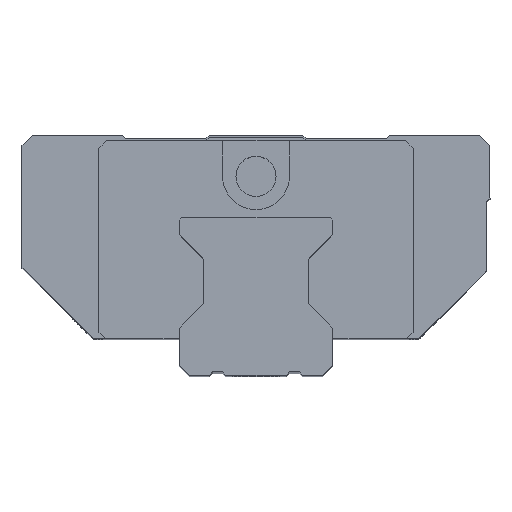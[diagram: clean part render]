
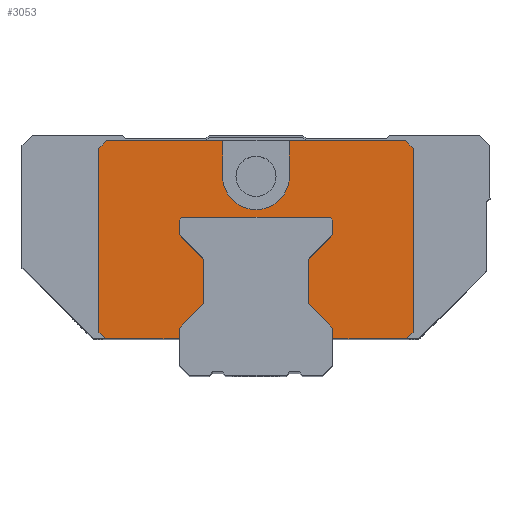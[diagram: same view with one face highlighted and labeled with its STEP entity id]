
A CAD part, top view. The second image highlights one B-rep face of the part: STEP entity #3053.
In plain terms, the highlighted planar face has unit normal (0, 0, 1).
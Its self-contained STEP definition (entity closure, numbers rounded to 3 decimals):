
#136=DIRECTION('',(0.,-1.,0.));
#137=VECTOR('',#136,27.5);
#138=CARTESIAN_POINT('',(-23.5,-2.,48.95));
#139=LINE('',#138,#137);
#196=DIRECTION('',(-1.,0.,0.));
#197=VECTOR('',#196,17.4);
#198=CARTESIAN_POINT('',(22.4,-0.9,48.95));
#199=LINE('',#198,#197);
#204=DIRECTION('',(-1.,0.,0.));
#205=VECTOR('',#204,17.4);
#206=CARTESIAN_POINT('',(-5.,-0.9,48.95));
#207=LINE('',#206,#205);
#292=DIRECTION('',(0.,1.,0.));
#293=VECTOR('',#292,27.5);
#294=CARTESIAN_POINT('',(23.5,-29.5,48.95));
#295=LINE('',#294,#293);
#348=DIRECTION('',(1.,0.,0.));
#349=VECTOR('',#348,11.);
#350=CARTESIAN_POINT('',(11.5,-30.5,48.95));
#351=LINE('',#350,#349);
#642=DIRECTION('',(1.,0.,0.));
#643=VECTOR('',#642,11.);
#644=CARTESIAN_POINT('',(-22.5,-30.5,48.95));
#645=LINE('',#644,#643);
#654=DIRECTION('',(0.,1.,0.));
#655=VECTOR('',#654,1.543);
#656=CARTESIAN_POINT('',(-11.5,-30.5,48.95));
#657=LINE('',#656,#655);
#670=DIRECTION('',(0.,1.,0.));
#671=VECTOR('',#670,6.675);
#672=CARTESIAN_POINT('',(-7.85,-25.307,48.95));
#673=LINE('',#672,#671);
#686=DIRECTION('',(0.,1.,0.));
#687=VECTOR('',#686,2.182);
#688=CARTESIAN_POINT('',(-11.5,-14.982,48.95));
#689=LINE('',#688,#687);
#702=DIRECTION('',(1.,0.,0.));
#703=VECTOR('',#702,22.2);
#704=CARTESIAN_POINT('',(-11.1,-12.4,48.95));
#705=LINE('',#704,#703);
#738=DIRECTION('',(0.,-1.,0.));
#739=VECTOR('',#738,2.182);
#740=CARTESIAN_POINT('',(11.5,-12.8,48.95));
#741=LINE('',#740,#739);
#754=DIRECTION('',(0.,-1.,0.));
#755=VECTOR('',#754,6.675);
#756=CARTESIAN_POINT('',(7.85,-18.632,48.95));
#757=LINE('',#756,#755);
#770=DIRECTION('',(0.,-1.,0.));
#771=VECTOR('',#770,1.543);
#772=CARTESIAN_POINT('',(11.5,-28.957,48.95));
#773=LINE('',#772,#771);
#774=DIRECTION('',(0.,-1.,0.));
#775=VECTOR('',#774,5.3);
#776=CARTESIAN_POINT('',(-5.,-0.9,48.95));
#777=LINE('',#776,#775);
#778=CARTESIAN_POINT('',(0.,-6.2,48.95));
#779=DIRECTION('',(0.,0.,1.));
#780=DIRECTION('',(-1.,0.,0.));
#781=AXIS2_PLACEMENT_3D('',#778,#779,#780);
#783=DIRECTION('',(0.707,-0.707,0.));
#784=VECTOR('',#783,1.556);
#785=CARTESIAN_POINT('',(22.4,-0.9,48.95));
#786=LINE('',#785,#784);
#787=DIRECTION('',(-0.707,-0.707,0.));
#788=VECTOR('',#787,1.414);
#789=CARTESIAN_POINT('',(23.5,-29.5,48.95));
#790=LINE('',#789,#788);
#791=DIRECTION('',(-0.707,0.707,0.));
#792=VECTOR('',#791,5.162);
#793=CARTESIAN_POINT('',(11.5,-28.957,48.95));
#794=LINE('',#793,#792);
#795=DIRECTION('',(0.707,0.707,0.));
#796=VECTOR('',#795,5.162);
#797=CARTESIAN_POINT('',(7.85,-18.632,48.95));
#798=LINE('',#797,#796);
#799=DIRECTION('',(-0.707,0.707,0.));
#800=VECTOR('',#799,0.566);
#801=CARTESIAN_POINT('',(11.5,-12.8,48.95));
#802=LINE('',#801,#800);
#803=DIRECTION('',(-0.707,-0.707,0.));
#804=VECTOR('',#803,0.566);
#805=CARTESIAN_POINT('',(-11.1,-12.4,48.95));
#806=LINE('',#805,#804);
#807=DIRECTION('',(0.707,-0.707,0.));
#808=VECTOR('',#807,5.162);
#809=CARTESIAN_POINT('',(-11.5,-14.982,48.95));
#810=LINE('',#809,#808);
#811=DIRECTION('',(-0.707,-0.707,0.));
#812=VECTOR('',#811,5.162);
#813=CARTESIAN_POINT('',(-7.85,-25.307,48.95));
#814=LINE('',#813,#812);
#815=DIRECTION('',(-0.707,0.707,0.));
#816=VECTOR('',#815,1.414);
#817=CARTESIAN_POINT('',(-22.5,-30.5,48.95));
#818=LINE('',#817,#816);
#819=DIRECTION('',(0.707,0.707,0.));
#820=VECTOR('',#819,1.556);
#821=CARTESIAN_POINT('',(-23.5,-2.,48.95));
#822=LINE('',#821,#820);
#850=DIRECTION('',(0.,-1.,0.));
#851=VECTOR('',#850,5.3);
#852=CARTESIAN_POINT('',(5.,-0.9,48.95));
#853=LINE('',#852,#851);
#1649=CARTESIAN_POINT('',(-11.5,-30.5,48.95));
#1651=VERTEX_POINT('',#1649);
#1665=CARTESIAN_POINT('',(-22.5,-30.5,48.95));
#1666=VERTEX_POINT('',#1665);
#1667=CARTESIAN_POINT('',(-11.5,-28.957,48.95));
#1669=VERTEX_POINT('',#1667);
#1671=CARTESIAN_POINT('',(-7.85,-25.307,48.95));
#1673=VERTEX_POINT('',#1671);
#1675=CARTESIAN_POINT('',(-7.85,-18.632,48.95));
#1677=VERTEX_POINT('',#1675);
#1679=CARTESIAN_POINT('',(-11.5,-14.982,48.95));
#1681=VERTEX_POINT('',#1679);
#1683=CARTESIAN_POINT('',(-11.5,-12.8,48.95));
#1685=VERTEX_POINT('',#1683);
#1687=CARTESIAN_POINT('',(-11.1,-12.4,48.95));
#1689=VERTEX_POINT('',#1687);
#1691=CARTESIAN_POINT('',(11.1,-12.4,48.95));
#1693=VERTEX_POINT('',#1691);
#1740=CARTESIAN_POINT('',(11.5,-30.5,48.95));
#1741=VERTEX_POINT('',#1740);
#1742=CARTESIAN_POINT('',(22.5,-30.5,48.95));
#1743=VERTEX_POINT('',#1742);
#1814=CARTESIAN_POINT('',(11.5,-12.8,48.95));
#1815=VERTEX_POINT('',#1814);
#1816=CARTESIAN_POINT('',(11.5,-14.982,48.95));
#1817=VERTEX_POINT('',#1816);
#1818=CARTESIAN_POINT('',(7.85,-18.632,48.95));
#1819=VERTEX_POINT('',#1818);
#1820=CARTESIAN_POINT('',(7.85,-25.307,48.95));
#1821=VERTEX_POINT('',#1820);
#1822=CARTESIAN_POINT('',(11.5,-28.957,48.95));
#1823=VERTEX_POINT('',#1822);
#1824=CARTESIAN_POINT('',(-5.,-0.9,48.95));
#1825=CARTESIAN_POINT('',(-5.,-6.2,48.95));
#1826=VERTEX_POINT('',#1824);
#1827=VERTEX_POINT('',#1825);
#1828=CARTESIAN_POINT('',(5.,-6.2,48.95));
#1829=VERTEX_POINT('',#1828);
#1830=CARTESIAN_POINT('',(5.,-0.9,48.95));
#1831=VERTEX_POINT('',#1830);
#1832=CARTESIAN_POINT('',(22.4,-0.9,48.95));
#1833=VERTEX_POINT('',#1832);
#1834=CARTESIAN_POINT('',(23.5,-2.,48.95));
#1835=VERTEX_POINT('',#1834);
#1836=CARTESIAN_POINT('',(23.5,-29.5,48.95));
#1837=VERTEX_POINT('',#1836);
#1838=CARTESIAN_POINT('',(-23.5,-29.5,48.95));
#1839=VERTEX_POINT('',#1838);
#1840=CARTESIAN_POINT('',(-23.5,-2.,48.95));
#1841=VERTEX_POINT('',#1840);
#1842=CARTESIAN_POINT('',(-22.4,-0.9,48.95));
#1843=VERTEX_POINT('',#1842);
#3015=CARTESIAN_POINT('',(7.,-0.4,48.95));
#3016=DIRECTION('',(0.,0.,1.));
#3017=DIRECTION('',(1.,0.,0.));
#3018=AXIS2_PLACEMENT_3D('',#3015,#3016,#3017);
#3019=PLANE('',#3018);
#3021=ORIENTED_EDGE('',*,*,#3020,.T.);
#3023=ORIENTED_EDGE('',*,*,#3022,.T.);
#3025=ORIENTED_EDGE('',*,*,#3024,.F.);
#3026=ORIENTED_EDGE('',*,*,#2228,.F.);
#3028=ORIENTED_EDGE('',*,*,#3027,.T.);
#3029=ORIENTED_EDGE('',*,*,#2345,.F.);
#3030=ORIENTED_EDGE('',*,*,#2387,.T.);
#3031=ORIENTED_EDGE('',*,*,#2405,.F.);
#3032=ORIENTED_EDGE('',*,*,#3010,.F.);
#3033=ORIENTED_EDGE('',*,*,#2997,.T.);
#3034=ORIENTED_EDGE('',*,*,#2983,.F.);
#3035=ORIENTED_EDGE('',*,*,#2969,.T.);
#3036=ORIENTED_EDGE('',*,*,#2955,.F.);
#3037=ORIENTED_EDGE('',*,*,#2941,.T.);
#3038=ORIENTED_EDGE('',*,*,#2915,.F.);
#3039=ORIENTED_EDGE('',*,*,#2901,.T.);
#3040=ORIENTED_EDGE('',*,*,#2887,.F.);
#3041=ORIENTED_EDGE('',*,*,#2873,.T.);
#3042=ORIENTED_EDGE('',*,*,#2859,.F.);
#3043=ORIENTED_EDGE('',*,*,#2845,.T.);
#3044=ORIENTED_EDGE('',*,*,#2831,.F.);
#3045=ORIENTED_EDGE('',*,*,#2817,.F.);
#3047=ORIENTED_EDGE('',*,*,#3046,.T.);
#3048=ORIENTED_EDGE('',*,*,#2164,.F.);
#3049=ORIENTED_EDGE('',*,*,#2207,.T.);
#3050=ORIENTED_EDGE('',*,*,#2236,.F.);
#3051=EDGE_LOOP('',(#3021,#3023,#3025,#3026,#3028,#3029,#3030,#3031,#3032,#3033,
#3034,#3035,#3036,#3037,#3038,#3039,#3040,#3041,#3042,#3043,#3044,#3045,#3047,
#3048,#3049,#3050));
#3052=FACE_OUTER_BOUND('',#3051,.F.);
#3053=ADVANCED_FACE('',(#3052),#3019,.T.);
#782=CIRCLE('',#781,5.);
#2164=EDGE_CURVE('',#1841,#1839,#139,.T.);
#2207=EDGE_CURVE('',#1841,#1843,#822,.T.);
#2228=EDGE_CURVE('',#1833,#1831,#199,.T.);
#2236=EDGE_CURVE('',#1826,#1843,#207,.T.);
#2345=EDGE_CURVE('',#1837,#1835,#295,.T.);
#2387=EDGE_CURVE('',#1837,#1743,#790,.T.);
#2405=EDGE_CURVE('',#1741,#1743,#351,.T.);
#2817=EDGE_CURVE('',#1666,#1651,#645,.T.);
#2831=EDGE_CURVE('',#1651,#1669,#657,.T.);
#2845=EDGE_CURVE('',#1673,#1669,#814,.T.);
#2859=EDGE_CURVE('',#1673,#1677,#673,.T.);
#2873=EDGE_CURVE('',#1681,#1677,#810,.T.);
#2887=EDGE_CURVE('',#1681,#1685,#689,.T.);
#2901=EDGE_CURVE('',#1689,#1685,#806,.T.);
#2915=EDGE_CURVE('',#1689,#1693,#705,.T.);
#2941=EDGE_CURVE('',#1815,#1693,#802,.T.);
#2955=EDGE_CURVE('',#1815,#1817,#741,.T.);
#2969=EDGE_CURVE('',#1819,#1817,#798,.T.);
#2983=EDGE_CURVE('',#1819,#1821,#757,.T.);
#2997=EDGE_CURVE('',#1823,#1821,#794,.T.);
#3010=EDGE_CURVE('',#1823,#1741,#773,.T.);
#3020=EDGE_CURVE('',#1826,#1827,#777,.T.);
#3022=EDGE_CURVE('',#1827,#1829,#782,.T.);
#3024=EDGE_CURVE('',#1831,#1829,#853,.T.);
#3027=EDGE_CURVE('',#1833,#1835,#786,.T.);
#3046=EDGE_CURVE('',#1666,#1839,#818,.T.);
